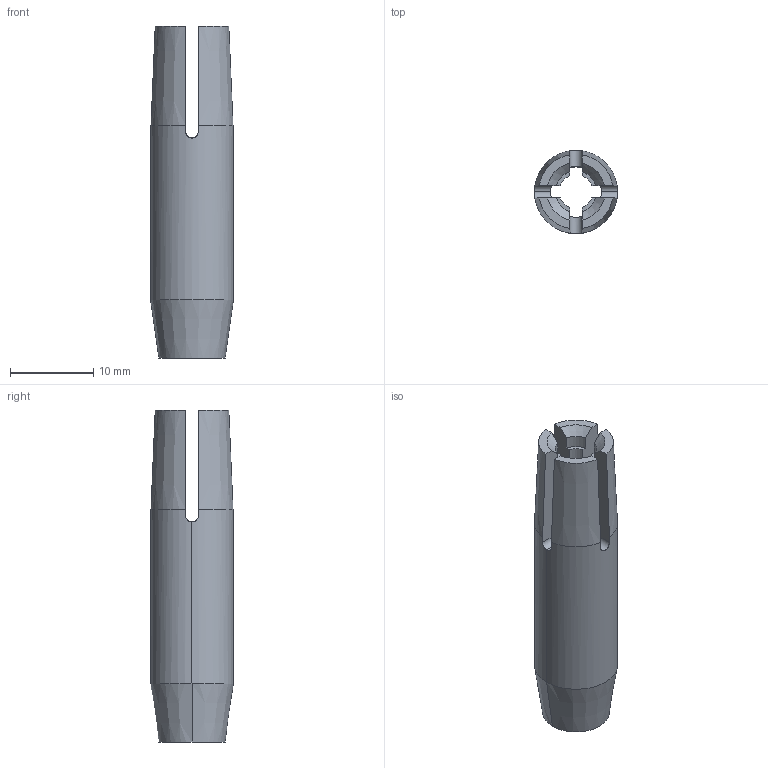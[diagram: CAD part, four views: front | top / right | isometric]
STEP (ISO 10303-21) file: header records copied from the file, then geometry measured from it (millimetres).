
FILE_DESCRIPTION (( 'STEP AP203' ), '1' );
FILE_NAME ('AC-25-GP-6.STEP', '2009-05-01T06:38:22', ( ' ' ), ( ' ' ), 'SwSTEP 2.0', 'SolidWorks 2007', '' );
FILE_SCHEMA (( 'CONFIG_CONTROL_DESIGN' ));
Length unit declared in the file: millimetre
Products named in the file (1): AC-25-GP-6
Bounding box: 10 x 10 x 40 mm (x, y, z)
Volume: 1669.5 mm3; surface area: 2085.1 mm2
Topology: 1 solids, 1 shells, 49 faces, 138 edges, 90 vertices
Faces by surface type: plane 21, cylinder 18, cone 10
Entity records: 1819 total; most frequent: CARTESIAN_POINT 490, ORIENTED_EDGE 276, DIRECTION 248, EDGE_CURVE 138, VERTEX_POINT 90, AXIS2_PLACEMENT_3D 88, VECTOR 72, LINE 72
